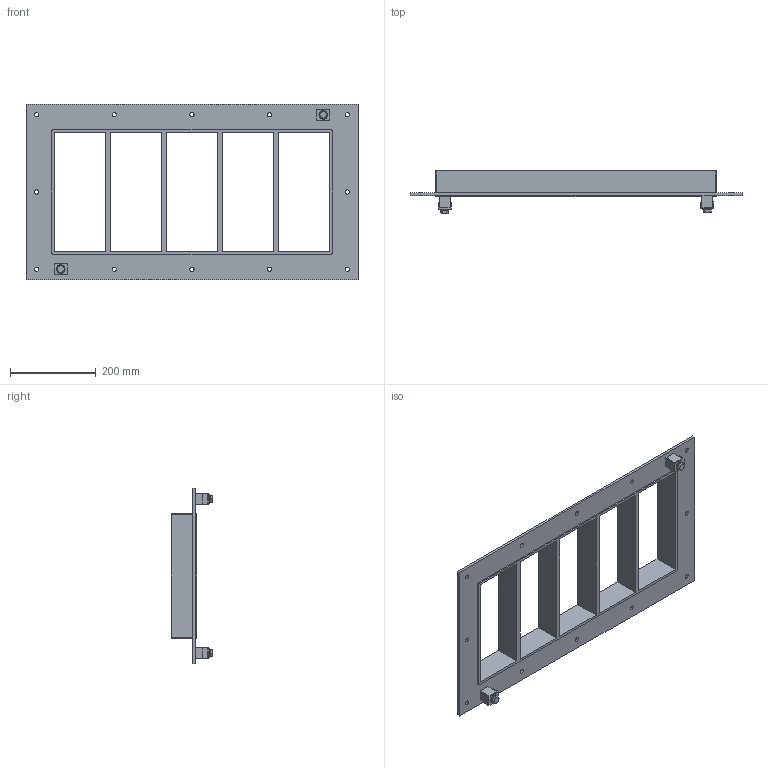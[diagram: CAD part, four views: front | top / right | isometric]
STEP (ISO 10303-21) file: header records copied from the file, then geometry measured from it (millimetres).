
FILE_DESCRIPTION((''),'2;1');
FILE_NAME('GHBG8X5.stp','2014-03-11T21:15:44',(''),(''),'Autodesk Inventor 2013','Autodesk Inventor 2013','');
FILE_SCHEMA(('AUTOMOTIVE_DESIGN { 1 0 10303 214 1 1 1 1 }'));
Length unit declared in the file: millimetre
Products named in the file (1): roxtec GH_BG
Bounding box: 774.5 x 97.91 x 410 mm (x, y, z)
Volume: 2146802.6 mm3; surface area: 674975.3 mm2
Topology: 9 solids, 9 shells, 135 faces, 344 edges, 233 vertices
Faces by surface type: plane 92, cylinder 33, cone 10
Full cylindrical faces by diameter (mm): 8.376 x2, 10 x14, 11 x4, 14.75 x2, 20 x2
Entity records: 3875 total; most frequent: CARTESIAN_POINT 683, DIRECTION 623, ORIENTED_EDGE 594, EDGE_CURVE 297, VERTEX_POINT 214, EDGE_LOOP 211, AXIS2_PLACEMENT_3D 208, VECTOR 207
